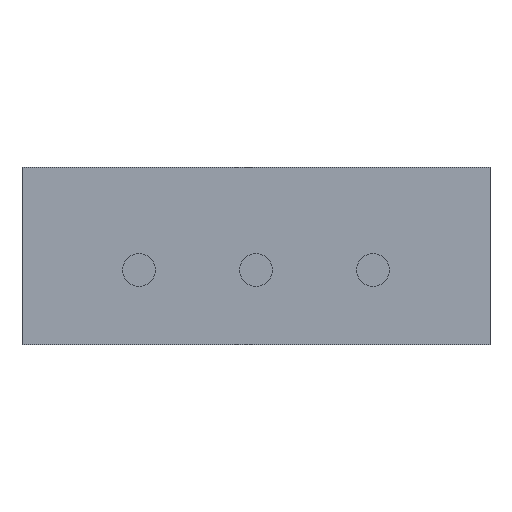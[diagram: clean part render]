
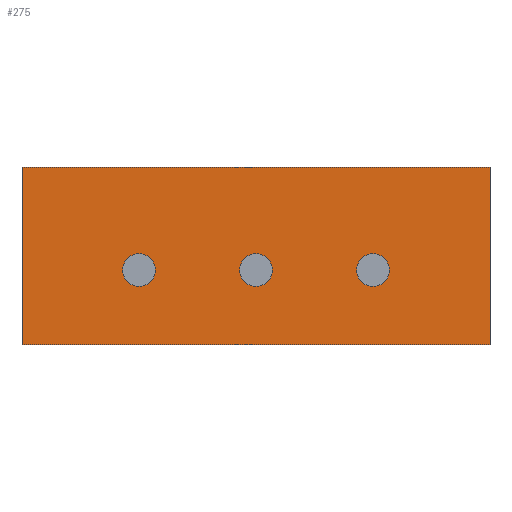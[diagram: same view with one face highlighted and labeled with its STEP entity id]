
A CAD part, front view. The second image highlights one B-rep face of the part: STEP entity #275.
In plain terms, the highlighted planar face has unit normal (0, -1, 0).
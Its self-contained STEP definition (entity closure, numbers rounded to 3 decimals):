
#23 = VERTEX_POINT ( 'NONE', #554 ) ;
#32 = VERTEX_POINT ( 'NONE', #540 ) ;
#48 = EDGE_CURVE ( 'NONE', #23, #32, #556, .T. ) ;
#54 = EDGE_CURVE ( 'NONE', #62, #63, #601, .T. ) ;
#62 = VERTEX_POINT ( 'NONE', #639 ) ;
#63 = VERTEX_POINT ( 'NONE', #638 ) ;
#86 = EDGE_CURVE ( 'NONE', #87, #104, #694, .T. ) ;
#87 = VERTEX_POINT ( 'NONE', #685 ) ;
#104 = VERTEX_POINT ( 'NONE', #724 ) ;
#160 = VERTEX_POINT ( 'NONE', #975 ) ;
#162 = EDGE_CURVE ( 'NONE', #186, #160, #974, .T. ) ;
#163 = EDGE_LOOP ( 'NONE', ( #164, #269, #270, #238 ) ) ;
#164 = ORIENTED_EDGE ( 'NONE', *, *, #165, .T. ) ;
#165 = EDGE_CURVE ( 'NONE', #160, #390, #970, .T. ) ;
#174 = ORIENTED_EDGE ( 'NONE', *, *, #175, .T. ) ;
#175 = EDGE_CURVE ( 'NONE', #63, #62, #914, .T. ) ;
#176 = EDGE_LOOP ( 'NONE', ( #412, #413 ) ) ;
#186 = VERTEX_POINT ( 'NONE', #899 ) ;
#231 = ORIENTED_EDGE ( 'NONE', *, *, #86, .T. ) ;
#233 = ORIENTED_EDGE ( 'NONE', *, *, #234, .T. ) ;
#234 = EDGE_CURVE ( 'NONE', #104, #87, #1284, .T. ) ;
#235 = EDGE_LOOP ( 'NONE', ( #236, #174 ) ) ;
#236 = ORIENTED_EDGE ( 'NONE', *, *, #54, .T. ) ;
#238 = ORIENTED_EDGE ( 'NONE', *, *, #162, .T. ) ;
#269 = ORIENTED_EDGE ( 'NONE', *, *, #389, .F. ) ;
#270 = ORIENTED_EDGE ( 'NONE', *, *, #271, .F. ) ;
#271 = EDGE_CURVE ( 'NONE', #186, #387, #1205, .T. ) ;
#275 = ADVANCED_FACE ( 'NONE', ( #1155, #1154, #1153, #1152 ), #1144, .F. ) ;
#276 = EDGE_LOOP ( 'NONE', ( #231, #233 ) ) ;
#387 = VERTEX_POINT ( 'NONE', #1610 ) ;
#389 = EDGE_CURVE ( 'NONE', #387, #390, #1609, .T. ) ;
#390 = VERTEX_POINT ( 'NONE', #1627 ) ;
#412 = ORIENTED_EDGE ( 'NONE', *, *, #48, .T. ) ;
#413 = ORIENTED_EDGE ( 'NONE', *, *, #414, .T. ) ;
#414 = EDGE_CURVE ( 'NONE', #32, #23, #1512, .T. ) ;
#540 = CARTESIAN_POINT ( 'NONE',  ( 2.5, 0., 1.25 ) ) ;
#554 = CARTESIAN_POINT ( 'NONE',  ( 2.5, 0., 1.95 ) ) ;
#556 = CIRCLE ( 'NONE', #616, 0.35 ) ;
#597 = DIRECTION ( 'NONE',  ( 0., 0., 1. ) ) ;
#598 = DIRECTION ( 'NONE',  ( 0., 1., 0. ) ) ;
#599 = CARTESIAN_POINT ( 'NONE',  ( 5., 0., 1.6 ) ) ;
#600 = AXIS2_PLACEMENT_3D ( 'NONE', #599, #598, #597 ) ;
#601 = CIRCLE ( 'NONE', #600, 0.35 ) ;
#613 = DIRECTION ( 'NONE',  ( 0., 0., 1. ) ) ;
#614 = DIRECTION ( 'NONE',  ( 0., 1., 0. ) ) ;
#615 = CARTESIAN_POINT ( 'NONE',  ( 2.5, 0., 1.6 ) ) ;
#616 = AXIS2_PLACEMENT_3D ( 'NONE', #615, #614, #613 ) ;
#638 = CARTESIAN_POINT ( 'NONE',  ( 5., 0., 1.25 ) ) ;
#639 = CARTESIAN_POINT ( 'NONE',  ( 5., 0., 1.95 ) ) ;
#685 = CARTESIAN_POINT ( 'NONE',  ( 7.5, 0., 1.95 ) ) ;
#686 = DIRECTION ( 'NONE',  ( 0., 0., 1. ) ) ;
#687 = DIRECTION ( 'NONE',  ( 0., 1., 0. ) ) ;
#688 = CARTESIAN_POINT ( 'NONE',  ( 7.5, 0., 1.6 ) ) ;
#689 = AXIS2_PLACEMENT_3D ( 'NONE', #688, #687, #686 ) ;
#694 = CIRCLE ( 'NONE', #689, 0.35 ) ;
#724 = CARTESIAN_POINT ( 'NONE',  ( 7.5, 0., 1.25 ) ) ;
#899 = CARTESIAN_POINT ( 'NONE',  ( 0., 0., 3.8 ) ) ;
#910 = DIRECTION ( 'NONE',  ( 0., 0., 1. ) ) ;
#911 = DIRECTION ( 'NONE',  ( 0., 1., 0. ) ) ;
#912 = CARTESIAN_POINT ( 'NONE',  ( 5., 0., 1.6 ) ) ;
#913 = AXIS2_PLACEMENT_3D ( 'NONE', #912, #911, #910 ) ;
#914 = CIRCLE ( 'NONE', #913, 0.35 ) ;
#926 = DIRECTION ( 'NONE',  ( 1., 0., 0. ) ) ;
#927 = VECTOR ( 'NONE', #926, 1000. ) ;
#969 = CARTESIAN_POINT ( 'NONE',  ( 0., 0., 0. ) ) ;
#970 = LINE ( 'NONE', #969, #927 ) ;
#971 = DIRECTION ( 'NONE',  ( 0., 0., -1. ) ) ;
#972 = VECTOR ( 'NONE', #971, 1000. ) ;
#973 = CARTESIAN_POINT ( 'NONE',  ( 0., 0., 3.8 ) ) ;
#974 = LINE ( 'NONE', #973, #972 ) ;
#975 = CARTESIAN_POINT ( 'NONE',  ( 0., 0., 0. ) ) ;
#1138 = DIRECTION ( 'NONE',  ( 0., 0., 1. ) ) ;
#1139 = DIRECTION ( 'NONE',  ( 0., 1., 0. ) ) ;
#1140 = CARTESIAN_POINT ( 'NONE',  ( 0., 0., 3.8 ) ) ;
#1141 = AXIS2_PLACEMENT_3D ( 'NONE', #1140, #1139, #1138 ) ;
#1144 = PLANE ( 'NONE',  #1141 ) ;
#1152 = FACE_OUTER_BOUND ( 'NONE', #163, .T. ) ;
#1153 = FACE_BOUND ( 'NONE', #176, .T. ) ;
#1154 = FACE_BOUND ( 'NONE', #235, .T. ) ;
#1155 = FACE_BOUND ( 'NONE', #276, .T. ) ;
#1161 = DIRECTION ( 'NONE',  ( 1., 0., 0. ) ) ;
#1202 = DIRECTION ( 'NONE',  ( 0., 0., 1. ) ) ;
#1203 = VECTOR ( 'NONE', #1161, 1000. ) ;
#1204 = CARTESIAN_POINT ( 'NONE',  ( 0., 0., 3.8 ) ) ;
#1205 = LINE ( 'NONE', #1204, #1203 ) ;
#1281 = DIRECTION ( 'NONE',  ( 0., 1., 0. ) ) ;
#1282 = CARTESIAN_POINT ( 'NONE',  ( 7.5, 0., 1.6 ) ) ;
#1283 = AXIS2_PLACEMENT_3D ( 'NONE', #1282, #1281, #1202 ) ;
#1284 = CIRCLE ( 'NONE', #1283, 0.35 ) ;
#1508 = DIRECTION ( 'NONE',  ( 0., 0., 1. ) ) ;
#1509 = DIRECTION ( 'NONE',  ( 0., 1., 0. ) ) ;
#1510 = CARTESIAN_POINT ( 'NONE',  ( 2.5, 0., 1.6 ) ) ;
#1511 = AXIS2_PLACEMENT_3D ( 'NONE', #1510, #1509, #1508 ) ;
#1512 = CIRCLE ( 'NONE', #1511, 0.35 ) ;
#1607 = DIRECTION ( 'NONE',  ( 0., 0., -1. ) ) ;
#1608 = CARTESIAN_POINT ( 'NONE',  ( 10., 0., 3.8 ) ) ;
#1609 = LINE ( 'NONE', #1608, #1628 ) ;
#1610 = CARTESIAN_POINT ( 'NONE',  ( 10., 0., 3.8 ) ) ;
#1627 = CARTESIAN_POINT ( 'NONE',  ( 10., 0., 0. ) ) ;
#1628 = VECTOR ( 'NONE', #1607, 1000. ) ;
